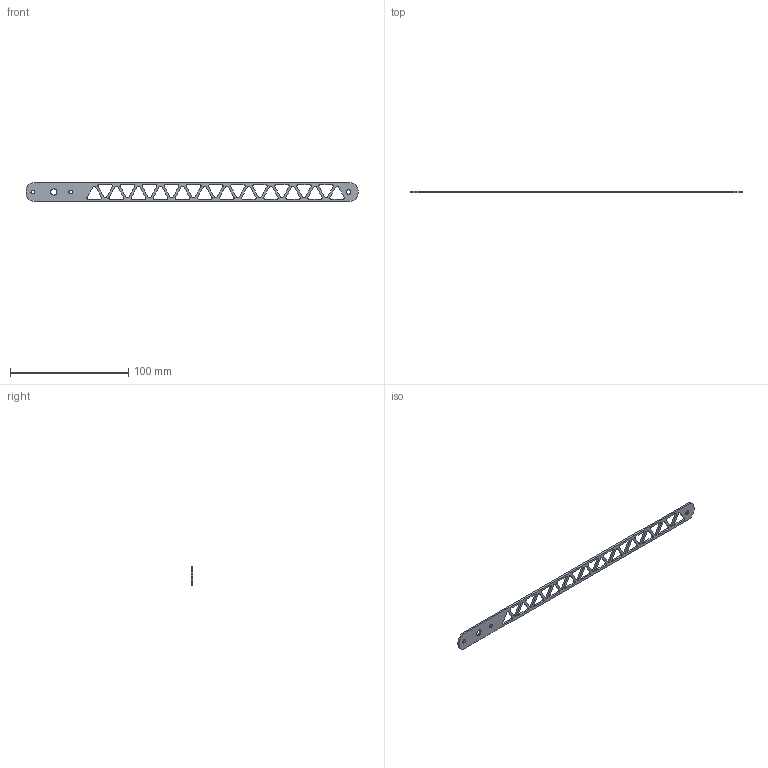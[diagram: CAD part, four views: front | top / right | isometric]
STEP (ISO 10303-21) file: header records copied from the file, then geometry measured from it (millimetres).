
FILE_DESCRIPTION(/* description */ ('STEP AP214'),/* implementation_level */ '2;1');
FILE_NAME(/* name */ '',/* time_stamp */ '2025-02-19T12:53:00+03:00',/* author */ ('Phantom'),/* organization */ (''),/* preprocessor_version */ 'ST-DEVELOPER v20',/* originating_system */ 'Autodesk Inventor 2025',/* authorisation */ '');
FILE_SCHEMA (('AUTOMOTIVE_DESIGN { 1 0 10303 214 3 1 1 }'));
Length unit declared in the file: millimetre
Products named in the file (1): 39070_TXM-288mm Flat Bar
Bounding box: 280.22 x 1.5 x 16 mm (x, y, z)
Volume: 3764.4 mm3; surface area: 7263.7 mm2
Topology: 1 solids, 1 shells, 152 faces, 451 edges, 302 vertices
Faces by surface type: cylinder 77, plane 75
Full cylindrical faces by diameter (mm): 3.3 x2, 3.7 x1, 5.3 x1
Entity records: 5296 total; most frequent: DIRECTION 912, CARTESIAN_POINT 905, ORIENTED_EDGE 900, EDGE_CURVE 450, AXIS2_PLACEMENT_3D 308, VERTEX_POINT 300, LINE 296, VECTOR 296
